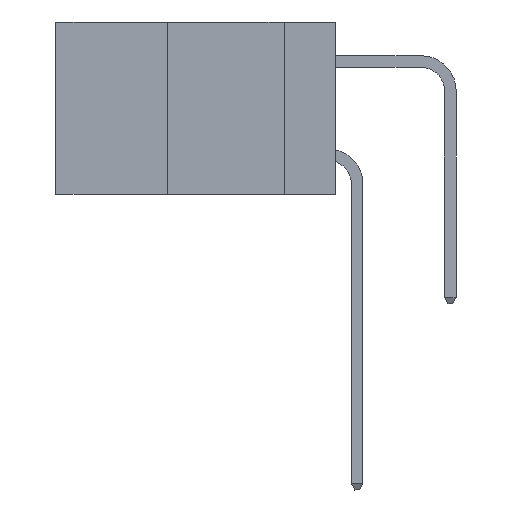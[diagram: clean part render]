
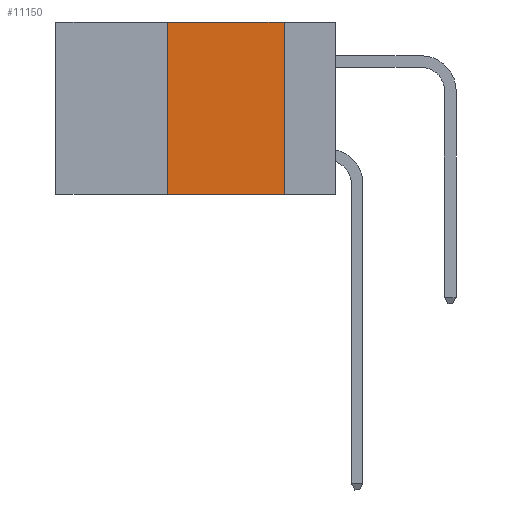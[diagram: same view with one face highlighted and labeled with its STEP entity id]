
A CAD part, left-side view. The second image highlights one B-rep face of the part: STEP entity #11150.
In plain terms, the highlighted planar face has unit normal (-1, 0, 0).
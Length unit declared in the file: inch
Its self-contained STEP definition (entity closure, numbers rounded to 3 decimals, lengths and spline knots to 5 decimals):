
#36 = ORIENTED_EDGE ( 'NONE', *, *, #657, .F. ) ;
#119 = CARTESIAN_POINT ( 'NONE',  ( 0., 0.36, 0. ) ) ;
#657 = EDGE_CURVE ( 'NONE', #12429, #9694, #13025, .T. ) ;
#1297 = ORIENTED_EDGE ( 'NONE', *, *, #8400, .F. ) ;
#1762 = VECTOR ( 'NONE', #10961, 39.37008 ) ;
#2424 = CARTESIAN_POINT ( 'NONE',  ( 0., 0.6, -0.37 ) ) ;
#4528 = VECTOR ( 'NONE', #6812, 39.37008 ) ;
#5694 = DIRECTION ( 'NONE',  ( 1., 0., 0. ) ) ;
#6812 = DIRECTION ( 'NONE',  ( 0., -1., 0. ) ) ;
#6835 = CARTESIAN_POINT ( 'NONE',  ( 0., 0.36, 0. ) ) ;
#7429 = LINE ( 'NONE', #2424, #9770 ) ;
#7690 = CARTESIAN_POINT ( 'NONE',  ( 0., 0.11, -0.37 ) ) ;
#8400 = EDGE_CURVE ( 'NONE', #19912, #15927, #10605, .T. ) ;
#8903 = EDGE_CURVE ( 'NONE', #12429, #15927, #7429, .T. ) ;
#9003 = ORIENTED_EDGE ( 'NONE', *, *, #13934, .F. ) ;
#9694 = VERTEX_POINT ( 'NONE', #119 ) ;
#9735 = FACE_OUTER_BOUND ( 'NONE', #11833, .T. ) ;
#9770 = VECTOR ( 'NONE', #13669, 39.37008 ) ;
#10138 = ORIENTED_EDGE ( 'NONE', *, *, #8903, .T. ) ;
#10605 = LINE ( 'NONE', #15491, #1762 ) ;
#10653 = DIRECTION ( 'NONE',  ( 0., 0., -1. ) ) ;
#10961 = DIRECTION ( 'NONE',  ( 0., 0., -1. ) ) ;
#11084 = CARTESIAN_POINT ( 'NONE',  ( 0., 0.11, 0. ) ) ;
#11150 = ADVANCED_FACE ( 'NONE', ( #9735 ), #13598, .F. ) ;
#11334 = CARTESIAN_POINT ( 'NONE',  ( 0., 0.6, 0. ) ) ;
#11399 = LINE ( 'NONE', #11334, #4528 ) ;
#11833 = EDGE_LOOP ( 'NONE', ( #1297, #9003, #36, #10138 ) ) ;
#12429 = VERTEX_POINT ( 'NONE', #13861 ) ;
#13025 = LINE ( 'NONE', #6835, #18659 ) ;
#13598 = PLANE ( 'NONE',  #16815 ) ;
#13669 = DIRECTION ( 'NONE',  ( 0., -1., 0. ) ) ;
#13861 = CARTESIAN_POINT ( 'NONE',  ( 0., 0.36, -0.37 ) ) ;
#13934 = EDGE_CURVE ( 'NONE', #9694, #19912, #11399, .T. ) ;
#15126 = CARTESIAN_POINT ( 'NONE',  ( 0., 0.6, 0. ) ) ;
#15491 = CARTESIAN_POINT ( 'NONE',  ( 0., 0.11, 0. ) ) ;
#15927 = VERTEX_POINT ( 'NONE', #7690 ) ;
#16815 = AXIS2_PLACEMENT_3D ( 'NONE', #15126, #5694, #10653 ) ;
#18659 = VECTOR ( 'NONE', #19700, 39.37008 ) ;
#19700 = DIRECTION ( 'NONE',  ( 0., 0., 1. ) ) ;
#19912 = VERTEX_POINT ( 'NONE', #11084 ) ;
